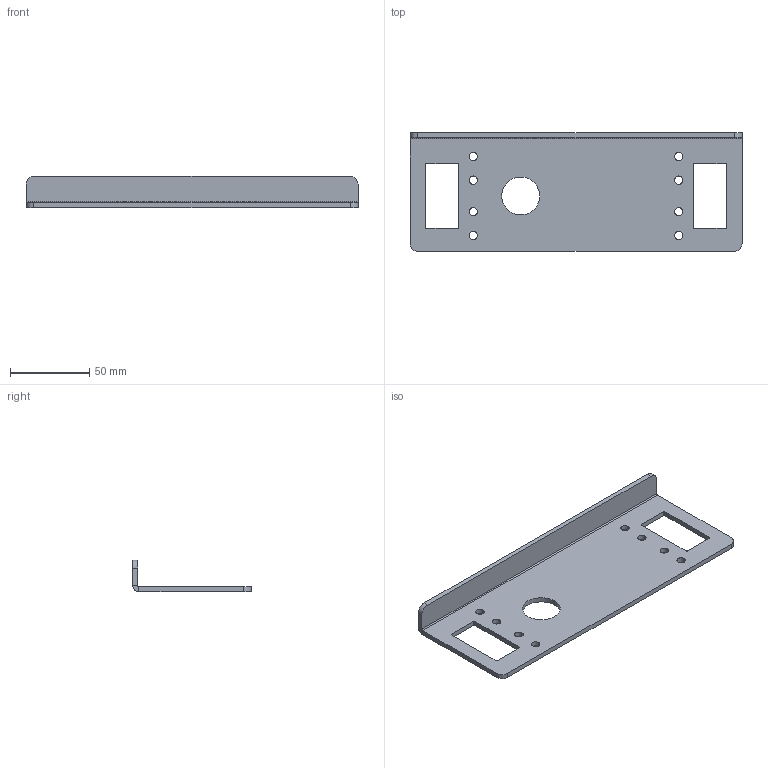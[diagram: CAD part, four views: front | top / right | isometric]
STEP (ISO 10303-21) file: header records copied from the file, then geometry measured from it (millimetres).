
FILE_DESCRIPTION (( 'STEP AP214' ), '1' );
FILE_NAME ('torsion_bar_inner_test_side_plate_v2.STEP', '2024-03-12T01:25:59', ( '' ), ( '' ), 'SwSTEP 2.0', 'SolidWorks 2022', '' );
FILE_SCHEMA (( 'AUTOMOTIVE_DESIGN' ));
Length unit declared in the file: millimetre
Products named in the file (1): torsion_bar_inner_test_side_plate_v2
Bounding box: 210 x 75 x 20 mm (x, y, z)
Volume: 53031.4 mm3; surface area: 36732.6 mm2
Topology: 1 solids, 1 shells, 52 faces, 142 edges, 92 vertices
Faces by surface type: cylinder 32, plane 20
Entity records: 1744 total; most frequent: DIRECTION 312, CARTESIAN_POINT 287, ORIENTED_EDGE 284, EDGE_CURVE 142, AXIS2_PLACEMENT_3D 117, VERTEX_POINT 92, VECTOR 78, LINE 78
